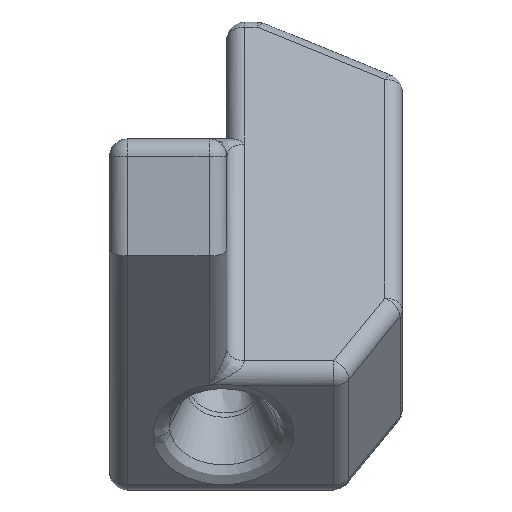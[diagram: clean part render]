
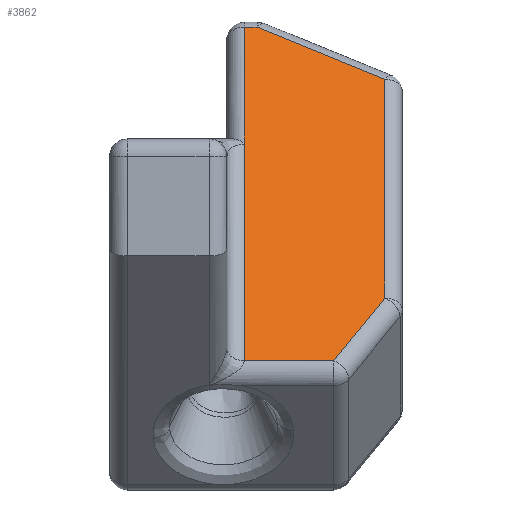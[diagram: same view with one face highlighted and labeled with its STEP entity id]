
A CAD part, left-side view. The second image highlights one B-rep face of the part: STEP entity #3862.
In plain terms, the highlighted planar face has unit normal (-0.707, 0, 0.707).
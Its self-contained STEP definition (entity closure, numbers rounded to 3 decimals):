
#77 = DIRECTION ( 'NONE',  ( 0.354, 0.866, 0.354 ) ) ;
#260 = VECTOR ( 'NONE', #538, 1000. ) ;
#283 = DIRECTION ( 'NONE',  ( 0.707, 0., 0.707 ) ) ;
#439 = LINE ( 'NONE', #2242, #3923 ) ;
#492 = EDGE_CURVE ( 'NONE', #4378, #4768, #2656, .T. ) ;
#538 = DIRECTION ( 'NONE',  ( -0.707, 0., -0.707 ) ) ;
#583 = VERTEX_POINT ( 'NONE', #3708 ) ;
#670 = EDGE_CURVE ( 'NONE', #4037, #4378, #2753, .T. ) ;
#684 = CARTESIAN_POINT ( 'NONE',  ( 10., 15., -10. ) ) ;
#745 = ORIENTED_EDGE ( 'NONE', *, *, #2586, .T. ) ;
#764 = CARTESIAN_POINT ( 'NONE',  ( 6.408, 1.5, -13.592 ) ) ;
#840 = ORIENTED_EDGE ( 'NONE', *, *, #3395, .T. ) ;
#984 = AXIS2_PLACEMENT_3D ( 'NONE', #684, #4846, #1444 ) ;
#1376 = CARTESIAN_POINT ( 'NONE',  ( 29.546, 13.5, 9.546 ) ) ;
#1444 = DIRECTION ( 'NONE',  ( -0.707, 0., -0.707 ) ) ;
#1703 = VERTEX_POINT ( 'NONE', #4861 ) ;
#1897 = VECTOR ( 'NONE', #4299, 1000. ) ;
#1947 = CARTESIAN_POINT ( 'NONE',  ( 29.688, 12.75, 9.688 ) ) ;
#2061 = CARTESIAN_POINT ( 'NONE',  ( 1.061, 5.866, -18.939 ) ) ;
#2123 = LINE ( 'NONE', #4408, #260 ) ;
#2145 = FACE_OUTER_BOUND ( 'NONE', #3242, .T. ) ;
#2242 = CARTESIAN_POINT ( 'NONE',  ( 29.546, 15., 9.546 ) ) ;
#2315 = VERTEX_POINT ( 'NONE', #3468 ) ;
#2586 = EDGE_CURVE ( 'NONE', #4407, #583, #2123, .T. ) ;
#2606 = DIRECTION ( 'NONE',  ( 0.612, -0.5, 0.612 ) ) ;
#2656 = LINE ( 'NONE', #3766, #2924 ) ;
#2711 = CARTESIAN_POINT ( 'NONE',  ( 1.061, 5., -18.939 ) ) ;
#2753 = LINE ( 'NONE', #2711, #1897 ) ;
#2809 = LINE ( 'NONE', #1947, #3033 ) ;
#2861 = VECTOR ( 'NONE', #4507, 1000. ) ;
#2869 = ORIENTED_EDGE ( 'NONE', *, *, #4368, .T. ) ;
#2881 = ORIENTED_EDGE ( 'NONE', *, *, #4762, .T. ) ;
#2924 = VECTOR ( 'NONE', #2606, 1000. ) ;
#3033 = VECTOR ( 'NONE', #77, 1000. ) ;
#3222 = CARTESIAN_POINT ( 'NONE',  ( 10., 1.5, -10. ) ) ;
#3242 = EDGE_LOOP ( 'NONE', ( #745, #840, #3919, #3486, #3610, #2869, #2881 ) ) ;
#3395 = EDGE_CURVE ( 'NONE', #583, #4037, #4533, .T. ) ;
#3468 = CARTESIAN_POINT ( 'NONE',  ( 25.095, 1.5, 5.095 ) ) ;
#3486 = ORIENTED_EDGE ( 'NONE', *, *, #492, .T. ) ;
#3503 = DIRECTION ( 'NONE',  ( 0., 1., 0. ) ) ;
#3610 = ORIENTED_EDGE ( 'NONE', *, *, #4189, .T. ) ;
#3670 = LINE ( 'NONE', #3222, #3753 ) ;
#3708 = CARTESIAN_POINT ( 'NONE',  ( 19.561, 13.5, -0.439 ) ) ;
#3753 = VECTOR ( 'NONE', #283, 1000. ) ;
#3766 = CARTESIAN_POINT ( 'NONE',  ( 6.654, 1.299, -13.346 ) ) ;
#3835 = CARTESIAN_POINT ( 'NONE',  ( 1.061, 13.5, -18.939 ) ) ;
#3862 = ADVANCED_FACE ( 'NONE', ( #2145 ), #4377, .F. ) ;
#3919 = ORIENTED_EDGE ( 'NONE', *, *, #670, .T. ) ;
#3923 = VECTOR ( 'NONE', #3503, 1000. ) ;
#4037 = VERTEX_POINT ( 'NONE', #3835 ) ;
#4110 = CARTESIAN_POINT ( 'NONE',  ( 1.061, 13.5, -18.939 ) ) ;
#4189 = EDGE_CURVE ( 'NONE', #4768, #2315, #3670, .T. ) ;
#4299 = DIRECTION ( 'NONE',  ( 0., -1., 0. ) ) ;
#4368 = EDGE_CURVE ( 'NONE', #2315, #1703, #2809, .T. ) ;
#4377 = PLANE ( 'NONE',  #984 ) ;
#4378 = VERTEX_POINT ( 'NONE', #2061 ) ;
#4407 = VERTEX_POINT ( 'NONE', #1376 ) ;
#4408 = CARTESIAN_POINT ( 'NONE',  ( 20., 13.5, 0. ) ) ;
#4507 = DIRECTION ( 'NONE',  ( -0.707, 0., -0.707 ) ) ;
#4533 = LINE ( 'NONE', #4110, #2861 ) ;
#4762 = EDGE_CURVE ( 'NONE', #1703, #4407, #439, .T. ) ;
#4768 = VERTEX_POINT ( 'NONE', #764 ) ;
#4846 = DIRECTION ( 'NONE',  ( 0.707, 0., -0.707 ) ) ;
#4861 = CARTESIAN_POINT ( 'NONE',  ( 29.546, 12.402, 9.546 ) ) ;
